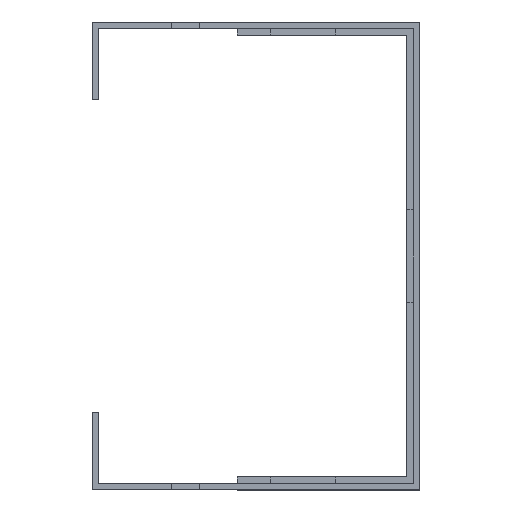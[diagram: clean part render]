
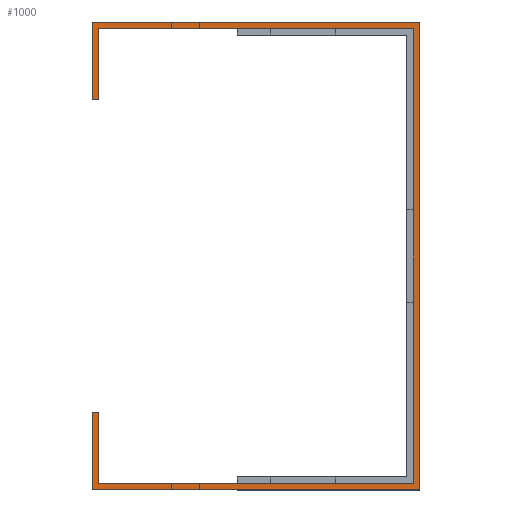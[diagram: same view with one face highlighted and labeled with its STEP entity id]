
A CAD part, left-side view. The second image highlights one B-rep face of the part: STEP entity #1000.
In plain terms, the highlighted planar face has unit normal (-1, 0, 0).
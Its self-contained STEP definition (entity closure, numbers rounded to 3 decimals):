
#13 = FACE_OUTER_BOUND ( 'NONE', #1008, .T. ) ;
#48 = VERTEX_POINT ( 'NONE', #588 ) ;
#54 = EDGE_CURVE ( 'NONE', #951, #919, #676, .T. ) ;
#57 = VECTOR ( 'NONE', #1342, 1000. ) ;
#60 = DIRECTION ( 'NONE',  ( 0., 0., -1. ) ) ;
#61 = EDGE_CURVE ( 'NONE', #65, #48, #1411, .T. ) ;
#65 = VERTEX_POINT ( 'NONE', #1450 ) ;
#99 = CARTESIAN_POINT ( 'NONE',  ( -2970., 34.3, -16.7 ) ) ;
#134 = EDGE_CURVE ( 'NONE', #283, #951, #1657, .T. ) ;
#136 = ORIENTED_EDGE ( 'NONE', *, *, #1304, .F. ) ;
#149 = DIRECTION ( 'NONE',  ( 0., 0., 1. ) ) ;
#158 = CARTESIAN_POINT ( 'NONE',  ( -2970., 35., 24.3 ) ) ;
#170 = DIRECTION ( 'NONE',  ( 0., 0., -1. ) ) ;
#171 = VECTOR ( 'NONE', #593, 1000. ) ;
#174 = ORIENTED_EDGE ( 'NONE', *, *, #412, .F. ) ;
#189 = VERTEX_POINT ( 'NONE', #1097 ) ;
#203 = CARTESIAN_POINT ( 'NONE',  ( -2970., 35., 16.7 ) ) ;
#225 = DIRECTION ( 'NONE',  ( 0., 0., 1. ) ) ;
#228 = VECTOR ( 'NONE', #225, 1000. ) ;
#249 = ORIENTED_EDGE ( 'NONE', *, *, #341, .F. ) ;
#262 = LINE ( 'NONE', #203, #546 ) ;
#267 = DIRECTION ( 'NONE',  ( 0., 1., 0. ) ) ;
#283 = VERTEX_POINT ( 'NONE', #1346 ) ;
#305 = CARTESIAN_POINT ( 'NONE',  ( -2970., 35., 25. ) ) ;
#308 = CARTESIAN_POINT ( 'NONE',  ( -2970., 0., -25. ) ) ;
#313 = CARTESIAN_POINT ( 'NONE',  ( -2970., 34.3, -24.3 ) ) ;
#326 = VECTOR ( 'NONE', #689, 1000. ) ;
#340 = VERTEX_POINT ( 'NONE', #1419 ) ;
#341 = EDGE_CURVE ( 'NONE', #836, #1560, #963, .T. ) ;
#367 = DIRECTION ( 'NONE',  ( 0., -1., 0. ) ) ;
#376 = CARTESIAN_POINT ( 'NONE',  ( -2970., 0., -25. ) ) ;
#412 = EDGE_CURVE ( 'NONE', #934, #189, #654, .T. ) ;
#414 = ORIENTED_EDGE ( 'NONE', *, *, #1227, .T. ) ;
#420 = EDGE_CURVE ( 'NONE', #189, #916, #446, .T. ) ;
#446 = LINE ( 'NONE', #1670, #1619 ) ;
#455 = CARTESIAN_POINT ( 'NONE',  ( -2970., 34.3, -24.3 ) ) ;
#467 = ORIENTED_EDGE ( 'NONE', *, *, #1474, .F. ) ;
#475 = VECTOR ( 'NONE', #60, 1000. ) ;
#486 = ORIENTED_EDGE ( 'NONE', *, *, #1549, .F. ) ;
#490 = CARTESIAN_POINT ( 'NONE',  ( -2970., 0., 25. ) ) ;
#497 = CARTESIAN_POINT ( 'NONE',  ( -2970., 34.3, 16.7 ) ) ;
#499 = CARTESIAN_POINT ( 'NONE',  ( -2970., 34.3, 24.3 ) ) ;
#545 = EDGE_CURVE ( 'NONE', #836, #340, #1507, .T. ) ;
#546 = VECTOR ( 'NONE', #1469, 1000. ) ;
#563 = VECTOR ( 'NONE', #367, 1000. ) ;
#576 = ORIENTED_EDGE ( 'NONE', *, *, #134, .T. ) ;
#580 = ORIENTED_EDGE ( 'NONE', *, *, #61, .T. ) ;
#588 = CARTESIAN_POINT ( 'NONE',  ( -2970., 34.3, 16.7 ) ) ;
#592 = ORIENTED_EDGE ( 'NONE', *, *, #1271, .T. ) ;
#593 = DIRECTION ( 'NONE',  ( 0., -1., 0. ) ) ;
#595 = CARTESIAN_POINT ( 'NONE',  ( -2970., 35., -16.7 ) ) ;
#613 = EDGE_CURVE ( 'NONE', #340, #916, #1363, .T. ) ;
#639 = LINE ( 'NONE', #1309, #1482 ) ;
#654 = LINE ( 'NONE', #308, #804 ) ;
#657 = CARTESIAN_POINT ( 'NONE',  ( -2970., 0.7, 25. ) ) ;
#676 = LINE ( 'NONE', #975, #228 ) ;
#689 = DIRECTION ( 'NONE',  ( 0., -1., 0. ) ) ;
#714 = CARTESIAN_POINT ( 'NONE',  ( -2970., 0.7, -24.3 ) ) ;
#729 = VERTEX_POINT ( 'NONE', #714 ) ;
#730 = VERTEX_POINT ( 'NONE', #840 ) ;
#753 = CARTESIAN_POINT ( 'NONE',  ( -2970., 34.3, -24.3 ) ) ;
#759 = VECTOR ( 'NONE', #865, 1000. ) ;
#770 = DIRECTION ( 'NONE',  ( 0., 0., 1. ) ) ;
#804 = VECTOR ( 'NONE', #1152, 1000. ) ;
#808 = LINE ( 'NONE', #497, #1280 ) ;
#836 = VERTEX_POINT ( 'NONE', #455 ) ;
#840 = CARTESIAN_POINT ( 'NONE',  ( -2970., 0., 25. ) ) ;
#847 = VERTEX_POINT ( 'NONE', #1575 ) ;
#863 = DIRECTION ( 'NONE',  ( 1., 0., 0. ) ) ;
#865 = DIRECTION ( 'NONE',  ( 0., -1., 0. ) ) ;
#879 = VERTEX_POINT ( 'NONE', #1198 ) ;
#881 = CARTESIAN_POINT ( 'NONE',  ( -2970., 35., 25. ) ) ;
#904 = LINE ( 'NONE', #490, #1270 ) ;
#916 = VERTEX_POINT ( 'NONE', #595 ) ;
#919 = VERTEX_POINT ( 'NONE', #1323 ) ;
#934 = VERTEX_POINT ( 'NONE', #376 ) ;
#951 = VERTEX_POINT ( 'NONE', #499 ) ;
#963 = LINE ( 'NONE', #1108, #171 ) ;
#975 = CARTESIAN_POINT ( 'NONE',  ( -2970., 34.3, 24.3 ) ) ;
#998 = ORIENTED_EDGE ( 'NONE', *, *, #1404, .T. ) ;
#1000 = ADVANCED_FACE ( 'NONE', ( #13 ), #1050, .F. ) ;
#1008 = EDGE_LOOP ( 'NONE', ( #174, #467, #136, #486, #580, #592, #576, #1476, #998, #414, #1132, #1595, #249, #1620, #1150, #1612 ) ) ;
#1035 = CARTESIAN_POINT ( 'NONE',  ( -2970., 35., 16.7 ) ) ;
#1050 = PLANE ( 'NONE',  #1170 ) ;
#1051 = LINE ( 'NONE', #753, #475 ) ;
#1058 = VECTOR ( 'NONE', #1529, 1000. ) ;
#1097 = CARTESIAN_POINT ( 'NONE',  ( -2970., 35., -25. ) ) ;
#1108 = CARTESIAN_POINT ( 'NONE',  ( -2970., 35., -24.3 ) ) ;
#1132 = ORIENTED_EDGE ( 'NONE', *, *, #1158, .T. ) ;
#1150 = ORIENTED_EDGE ( 'NONE', *, *, #613, .T. ) ;
#1152 = DIRECTION ( 'NONE',  ( 0., 1., 0. ) ) ;
#1158 = EDGE_CURVE ( 'NONE', #729, #847, #639, .T. ) ;
#1170 = AXIS2_PLACEMENT_3D ( 'NONE', #1770, #863, #170 ) ;
#1198 = CARTESIAN_POINT ( 'NONE',  ( -2970., 0.7, 24.3 ) ) ;
#1227 = EDGE_CURVE ( 'NONE', #879, #729, #1653, .T. ) ;
#1244 = CARTESIAN_POINT ( 'NONE',  ( -2970., 20., 24.3 ) ) ;
#1264 = CARTESIAN_POINT ( 'NONE',  ( -2970., 34.3, -16.7 ) ) ;
#1265 = LINE ( 'NONE', #1244, #57 ) ;
#1269 = VERTEX_POINT ( 'NONE', #881 ) ;
#1270 = VECTOR ( 'NONE', #1433, 1000. ) ;
#1271 = EDGE_CURVE ( 'NONE', #48, #283, #808, .T. ) ;
#1280 = VECTOR ( 'NONE', #770, 1000. ) ;
#1304 = EDGE_CURVE ( 'NONE', #1269, #730, #1628, .T. ) ;
#1309 = CARTESIAN_POINT ( 'NONE',  ( -2970., 35., -24.3 ) ) ;
#1316 = DIRECTION ( 'NONE',  ( 0., 0., -1. ) ) ;
#1323 = CARTESIAN_POINT ( 'NONE',  ( -2970., 34.3, 24.3 ) ) ;
#1337 = DIRECTION ( 'NONE',  ( 0., 1., 0. ) ) ;
#1342 = DIRECTION ( 'NONE',  ( 0., -1., 0. ) ) ;
#1346 = CARTESIAN_POINT ( 'NONE',  ( -2970., 34.3, 24.3 ) ) ;
#1363 = LINE ( 'NONE', #99, #1769 ) ;
#1404 = EDGE_CURVE ( 'NONE', #919, #879, #1265, .T. ) ;
#1411 = LINE ( 'NONE', #1035, #759 ) ;
#1419 = CARTESIAN_POINT ( 'NONE',  ( -2970., 34.3, -16.7 ) ) ;
#1433 = DIRECTION ( 'NONE',  ( 0., 0., -1. ) ) ;
#1450 = CARTESIAN_POINT ( 'NONE',  ( -2970., 35., 16.7 ) ) ;
#1469 = DIRECTION ( 'NONE',  ( 0., 0., 1. ) ) ;
#1474 = EDGE_CURVE ( 'NONE', #730, #934, #904, .T. ) ;
#1476 = ORIENTED_EDGE ( 'NONE', *, *, #54, .T. ) ;
#1482 = VECTOR ( 'NONE', #1337, 1000. ) ;
#1507 = LINE ( 'NONE', #1264, #1058 ) ;
#1529 = DIRECTION ( 'NONE',  ( 0., 0., 1. ) ) ;
#1549 = EDGE_CURVE ( 'NONE', #65, #1269, #262, .T. ) ;
#1560 = VERTEX_POINT ( 'NONE', #313 ) ;
#1575 = CARTESIAN_POINT ( 'NONE',  ( -2970., 34.3, -24.3 ) ) ;
#1594 = VECTOR ( 'NONE', #1316, 1000. ) ;
#1595 = ORIENTED_EDGE ( 'NONE', *, *, #1747, .F. ) ;
#1612 = ORIENTED_EDGE ( 'NONE', *, *, #420, .F. ) ;
#1619 = VECTOR ( 'NONE', #149, 1000. ) ;
#1620 = ORIENTED_EDGE ( 'NONE', *, *, #545, .T. ) ;
#1628 = LINE ( 'NONE', #305, #563 ) ;
#1653 = LINE ( 'NONE', #657, #1594 ) ;
#1657 = LINE ( 'NONE', #158, #326 ) ;
#1670 = CARTESIAN_POINT ( 'NONE',  ( -2970., 35., -16.7 ) ) ;
#1747 = EDGE_CURVE ( 'NONE', #1560, #847, #1051, .T. ) ;
#1769 = VECTOR ( 'NONE', #267, 1000. ) ;
#1770 = CARTESIAN_POINT ( 'NONE',  ( -2970., 34.3, -24.3 ) ) ;
